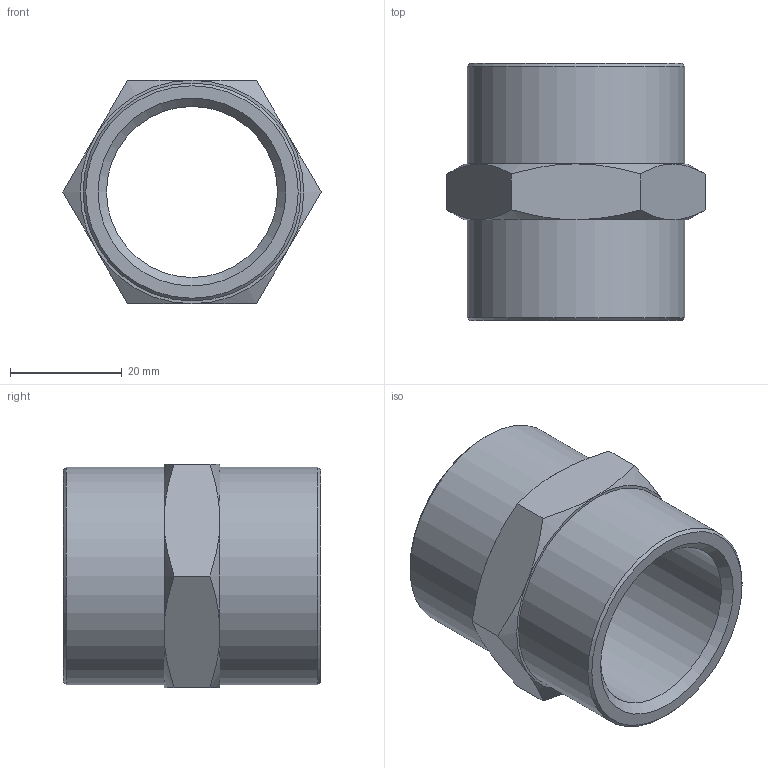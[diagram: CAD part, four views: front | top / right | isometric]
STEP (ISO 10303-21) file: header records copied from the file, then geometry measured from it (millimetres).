
FILE_DESCRIPTION(( 'RA.13.01.01.STEP' ), '1');
FILE_NAME( 'RA.13.01.01.STEP', '2018-10-05T16:22:25',( 'Sopra'),('sopra-pneumatic.com'), 'SwSTEP 2.0','SolidWorks 2009','' );
FILE_SCHEMA (( 'AUTOMOTIVE_DESIGN' ));
Length unit declared in the file: millimetre
Products named in the file (1): 0300000010900A
Bounding box: 46.19 x 46 x 40 mm (x, y, z)
Volume: 22639.7 mm3; surface area: 11153.6 mm2
Topology: 1 solids, 1 shells, 29 faces, 62 edges, 37 vertices
Faces by surface type: cone 16, plane 10, cylinder 3
Full cylindrical faces by diameter (mm): 30.6 x1, 39 x2
Entity records: 822 total; most frequent: CARTESIAN_POINT 236, DIRECTION 110, ORIENTED_EDGE 104, AXIS2_PLACEMENT_3D 52, EDGE_CURVE 52, EDGE_LOOP 40, VERTEX_POINT 34, FACE_OUTER_BOUND 32
